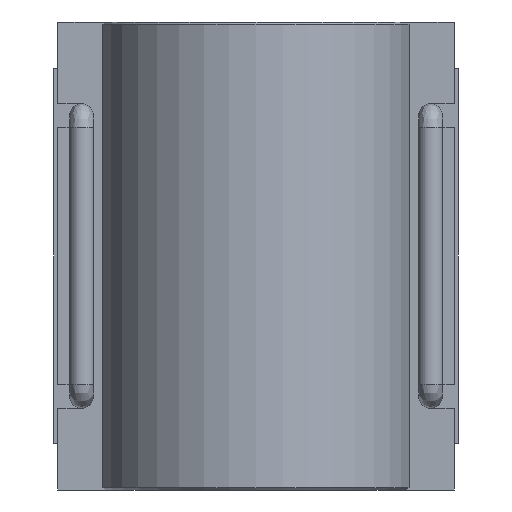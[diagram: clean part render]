
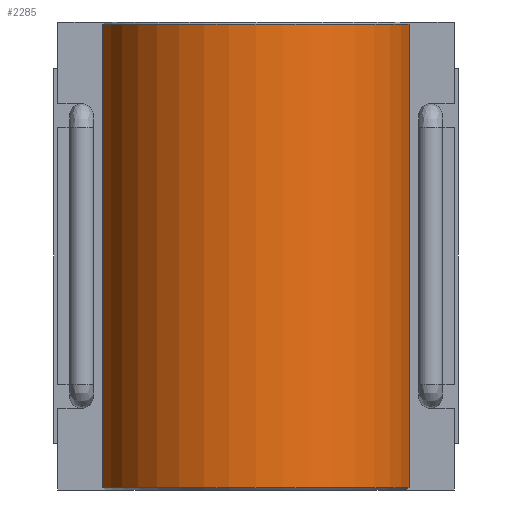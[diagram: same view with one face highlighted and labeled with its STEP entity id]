
A CAD part, front view. The second image highlights one B-rep face of the part: STEP entity #2285.
In plain terms, the highlighted cylindrical face has radius 39.375 mm (diameter 78.75 mm), a partial arc.
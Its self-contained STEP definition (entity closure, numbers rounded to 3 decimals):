
#73=CYLINDRICAL_SURFACE('',#2467,39.375);
#254=FACE_OUTER_BOUND('',#425,.T.);
#425=EDGE_LOOP('',(#1899,#1900,#1901,#1902));
#624=LINE('',#3991,#815);
#646=LINE('',#4157,#837);
#815=VECTOR('',#2887,116.74);
#837=VECTOR('',#2963,116.74);
#920=CIRCLE('',#2465,39.375);
#922=CIRCLE('',#2468,39.375);
#1098=VERTEX_POINT('',#3986);
#1099=VERTEX_POINT('',#3990);
#1118=VERTEX_POINT('',#4147);
#1120=VERTEX_POINT('',#4155);
#1365=EDGE_CURVE('',#1098,#1099,#624,.T.);
#1399=EDGE_CURVE('',#1099,#1118,#920,.T.);
#1402=EDGE_CURVE('',#1120,#1098,#922,.T.);
#1403=EDGE_CURVE('',#1120,#1118,#646,.T.);
#1899=ORIENTED_EDGE('',*,*,#1399,.F.);
#1900=ORIENTED_EDGE('',*,*,#1365,.F.);
#1901=ORIENTED_EDGE('',*,*,#1402,.F.);
#1902=ORIENTED_EDGE('',*,*,#1403,.T.);
#2285=ADVANCED_FACE('',(#254),#73,.T.);
#2465=AXIS2_PLACEMENT_3D('',#4148,#2955,#2956);
#2467=AXIS2_PLACEMENT_3D('',#4154,#2959,#2960);
#2468=AXIS2_PLACEMENT_3D('',#4156,#2961,#2962);
#2887=DIRECTION('',(0.,0.,1.));
#2955=DIRECTION('center_axis',(0.,0.,1.));
#2956=DIRECTION('ref_axis',(1.,0.,0.));
#2959=DIRECTION('center_axis',(0.,0.,1.));
#2960=DIRECTION('ref_axis',(1.,0.,0.));
#2961=DIRECTION('center_axis',(0.,0.,-1.));
#2962=DIRECTION('ref_axis',(1.,0.,0.));
#2963=DIRECTION('',(0.,0.,1.));
#3986=CARTESIAN_POINT('',(-38.579,-7.875,-58.37));
#3990=CARTESIAN_POINT('',(-38.579,-7.875,58.37));
#3991=CARTESIAN_POINT('',(-38.579,-7.875,0.));
#4147=CARTESIAN_POINT('',(38.579,-7.875,58.37));
#4148=CARTESIAN_POINT('Origin',(0.,0.,58.37));
#4154=CARTESIAN_POINT('Origin',(0.,0.,0.));
#4155=CARTESIAN_POINT('',(38.579,-7.875,-58.37));
#4156=CARTESIAN_POINT('Origin',(0.,0.,-58.37));
#4157=CARTESIAN_POINT('',(38.579,-7.875,0.));
